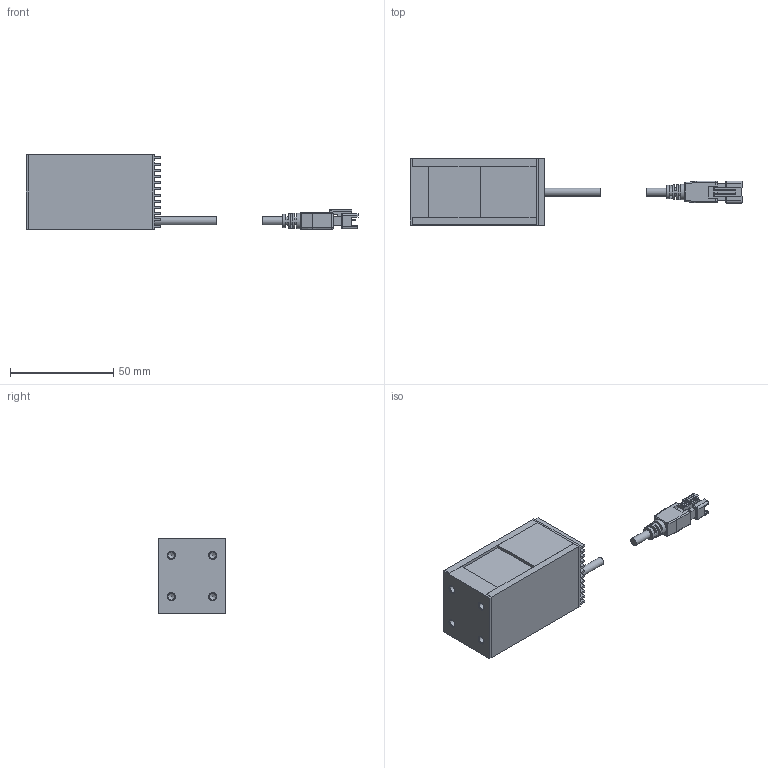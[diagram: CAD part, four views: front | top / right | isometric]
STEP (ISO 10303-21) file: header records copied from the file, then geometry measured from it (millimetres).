
FILE_DESCRIPTION(('STEP AP214'),'1');
FILE_NAME('LVL-2525.stp','2023-06-26T03:22:45',(' '),(' '),'Spatial InterOp 3D',' ',' ');
FILE_SCHEMA(('AUTOMOTIVE_DESIGN { 1 0 10303 214 1 1 1 1 }'));
Length unit declared in the file: metre
Products named in the file (3): LVL-2525; Component1; Component2
Assembly tree (2 placements, depth 2):
  LVL-2525
    Component1
    Component2
Bounding box: 160.6 x 32 x 36 mm (x, y, z)
Volume: 55961 mm3; surface area: 20295.9 mm2
Topology: 2 solids, 3 shells, 273 faces, 730 edges, 467 vertices
Faces by surface type: plane 213, cylinder 39, cone 9, bspline 4, sphere 4, torus 4
Full cylindrical faces by diameter (mm): 3.3 x4, 3.9 x2, 4 x1
Entity records: 10828 total; most frequent: CARTESIAN_POINT 1932, ORIENTED_EDGE 1388, DIRECTION 1306, EDGE_CURVE 694, LINE 574, VECTOR 574, VERTEX_POINT 458, AXIS2_PLACEMENT_3D 366
